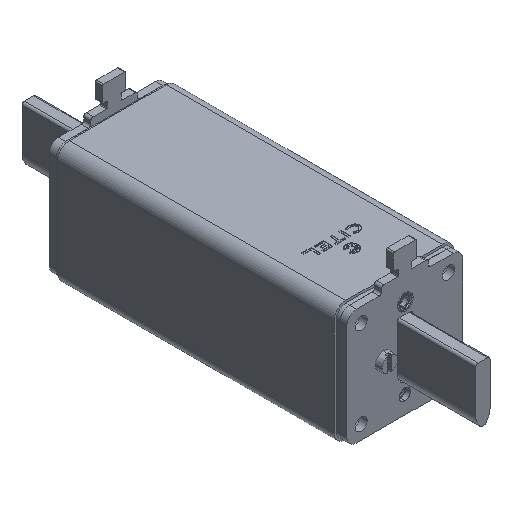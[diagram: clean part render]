
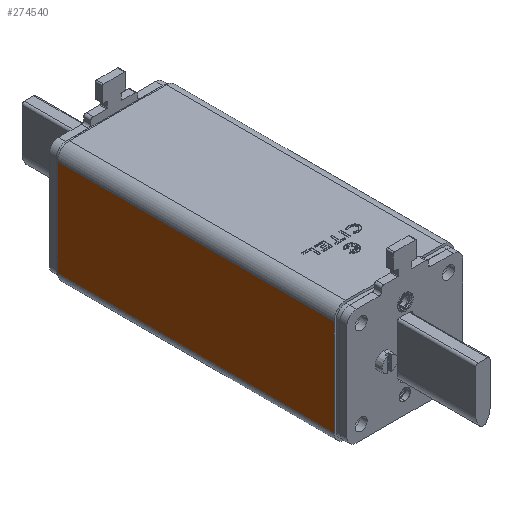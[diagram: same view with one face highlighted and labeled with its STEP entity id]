
A CAD part, isometric view. The second image highlights one B-rep face of the part: STEP entity #274540.
In plain terms, the highlighted face is planar.
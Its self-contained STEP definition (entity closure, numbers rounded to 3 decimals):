
#264250=CARTESIAN_POINT('',(-58.5,20.5,-25.5));
#264260=DIRECTION('',(0.,-1.,0.));
#264270=VECTOR('',#264260,1.);
#264280=LINE('',#264250,#264270);
#264290=CARTESIAN_POINT('',(-58.5,20.5,-25.5));
#264300=VERTEX_POINT('',#264290);
#264310=CARTESIAN_POINT('',(-58.5,-20.5,-25.5));
#264320=VERTEX_POINT('',#264310);
#264330=EDGE_CURVE('',#264300,#264320,#264280,.T.);
#265890=CARTESIAN_POINT('',(58.5,-20.5,-25.5));
#265900=VERTEX_POINT('',#265890);
#265930=CARTESIAN_POINT('',(-58.5,-20.5,-25.5));
#265940=DIRECTION('',(1.,0.,0.));
#265950=VECTOR('',#265940,1.);
#265960=LINE('',#265930,#265950);
#265970=EDGE_CURVE('',#264320,#265900,#265960,.T.);
#274180=CARTESIAN_POINT('',(58.5,20.5,-25.5));
#274190=DIRECTION('',(-1.,0.,0.));
#274200=VECTOR('',#274190,1.);
#274210=LINE('',#274180,#274200);
#274220=CARTESIAN_POINT('',(58.5,20.5,-25.5));
#274230=VERTEX_POINT('',#274220);
#274240=EDGE_CURVE('',#274230,#264300,#274210,.T.);
#274380=CARTESIAN_POINT('',(-58.5,-25.5,-25.5));
#274390=DIRECTION('',(0.,0.,-1.));
#274400=DIRECTION('',(0.,1.,0.));
#274410=AXIS2_PLACEMENT_3D('',#274380,#274390,#274400);
#274420=PLANE('',#274410);
#274430=CARTESIAN_POINT('',(58.5,20.5,-25.5));
#274440=DIRECTION('',(0.,-1.,0.));
#274450=VECTOR('',#274440,1.);
#274460=LINE('',#274430,#274450);
#274470=EDGE_CURVE('',#274230,#265900,#274460,.T.);
#274480=ORIENTED_EDGE('',*,*,#274470,.T.);
#274490=ORIENTED_EDGE('',*,*,#274240,.F.);
#274500=ORIENTED_EDGE('',*,*,#264330,.F.);
#274510=ORIENTED_EDGE('',*,*,#265970,.F.);
#274520=EDGE_LOOP('',(#274510,#274500,#274490,#274480));
#274530=FACE_OUTER_BOUND('',#274520,.T.);
#274540=ADVANCED_FACE('',(#274530),#274420,.T.);
